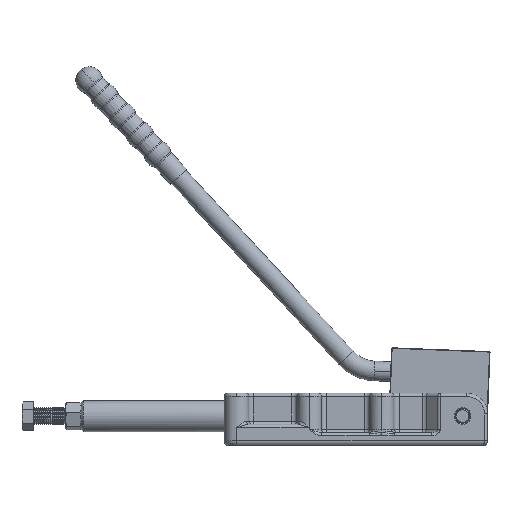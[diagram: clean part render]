
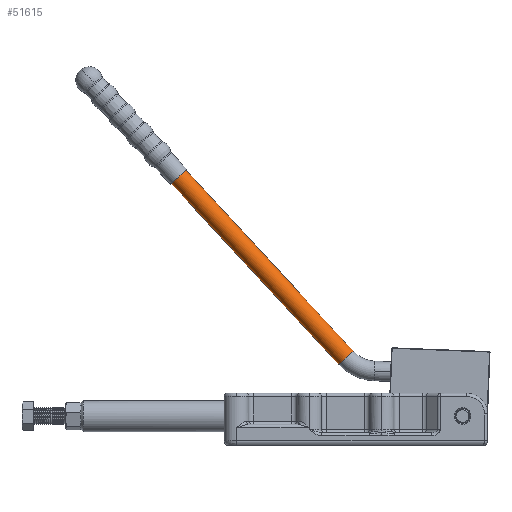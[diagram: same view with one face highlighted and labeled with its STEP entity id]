
A CAD part, top view. The second image highlights one B-rep face of the part: STEP entity #51615.
In plain terms, the highlighted cylindrical face has radius 9.5 mm (diameter 19 mm), a partial arc.
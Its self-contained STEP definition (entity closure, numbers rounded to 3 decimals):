
#1758 = EDGE_CURVE ( 'NONE', #30324, #30447, #58295, .T. ) ;
#3378 = CYLINDRICAL_SURFACE ( 'NONE', #37577, 9.5 ) ;
#5831 = ORIENTED_EDGE ( 'NONE', *, *, #55130, .T. ) ;
#10347 = LINE ( 'NONE', #14596, #43552 ) ;
#11239 = VERTEX_POINT ( 'NONE', #19719 ) ;
#12146 = CARTESIAN_POINT ( 'NONE',  ( 146.89, 38.995, 0. ) ) ;
#14596 = CARTESIAN_POINT ( 'NONE',  ( 153.607, 32.277, 0. ) ) ;
#14961 = LINE ( 'NONE', #37792, #25559 ) ;
#16715 = DIRECTION ( 'NONE',  ( 0., 0., -1. ) ) ;
#19719 = CARTESIAN_POINT ( 'NONE',  ( 413.825, 292.495, 0. ) ) ;
#20899 = VERTEX_POINT ( 'NONE', #51875 ) ;
#21836 = DIRECTION ( 'NONE',  ( -0.707, 0.707, 0. ) ) ;
#24041 = DIRECTION ( 'NONE',  ( -0.707, -0.707, 0. ) ) ;
#25559 = VECTOR ( 'NONE', #42311, 1000. ) ;
#28836 = FACE_OUTER_BOUND ( 'NONE', #46600, .T. ) ;
#30047 = ORIENTED_EDGE ( 'NONE', *, *, #1758, .T. ) ;
#30324 = VERTEX_POINT ( 'NONE', #37701 ) ;
#30447 = VERTEX_POINT ( 'NONE', #46886 ) ;
#31270 = AXIS2_PLACEMENT_3D ( 'NONE', #50996, #24041, #55506 ) ;
#33275 = ORIENTED_EDGE ( 'NONE', *, *, #42527, .F. ) ;
#35456 = CARTESIAN_POINT ( 'NONE',  ( 146.89, 38.995, 0. ) ) ;
#35496 = ORIENTED_EDGE ( 'NONE', *, *, #37372, .T. ) ;
#37372 = EDGE_CURVE ( 'NONE', #30447, #20899, #14961, .T. ) ;
#37577 = AXIS2_PLACEMENT_3D ( 'NONE', #35456, #39967, #21836 ) ;
#37701 = CARTESIAN_POINT ( 'NONE',  ( 153.607, 32.277, 0. ) ) ;
#37792 = CARTESIAN_POINT ( 'NONE',  ( 140.172, 45.712, 0. ) ) ;
#39967 = DIRECTION ( 'NONE',  ( 0.707, 0.707, 0. ) ) ;
#41624 = DIRECTION ( 'NONE',  ( 0.707, 0.707, 0. ) ) ;
#42311 = DIRECTION ( 'NONE',  ( 0.707, 0.707, 0. ) ) ;
#42527 = EDGE_CURVE ( 'NONE', #30324, #11239, #10347, .T. ) ;
#43552 = VECTOR ( 'NONE', #41624, 1000. ) ;
#43727 = DIRECTION ( 'NONE',  ( 0.707, 0.707, 0. ) ) ;
#44938 = CIRCLE ( 'NONE', #31270, 9.5 ) ;
#45803 = AXIS2_PLACEMENT_3D ( 'NONE', #12146, #43727, #16715 ) ;
#46600 = EDGE_LOOP ( 'NONE', ( #33275, #30047, #35496, #5831 ) ) ;
#46886 = CARTESIAN_POINT ( 'NONE',  ( 140.172, 45.712, 0. ) ) ;
#50996 = CARTESIAN_POINT ( 'NONE',  ( 407.108, 299.213, 0. ) ) ;
#51615 = ADVANCED_FACE ( 'NONE', ( #28836 ), #3378, .T. ) ;
#51875 = CARTESIAN_POINT ( 'NONE',  ( 400.39, 305.93, 0. ) ) ;
#55130 = EDGE_CURVE ( 'NONE', #20899, #11239, #44938, .T. ) ;
#55506 = DIRECTION ( 'NONE',  ( -0.707, 0.707, 0. ) ) ;
#58295 = CIRCLE ( 'NONE', #45803, 9.5 ) ;
